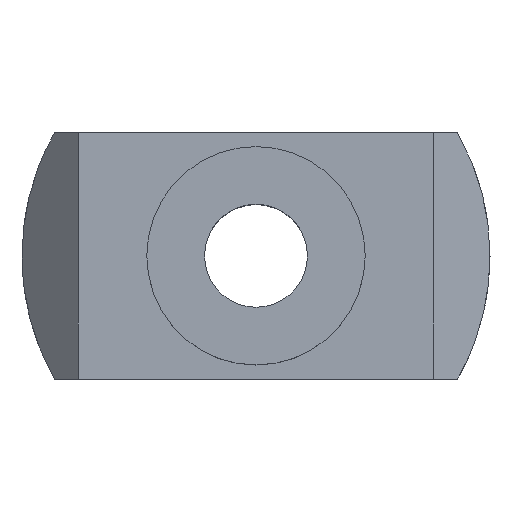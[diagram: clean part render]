
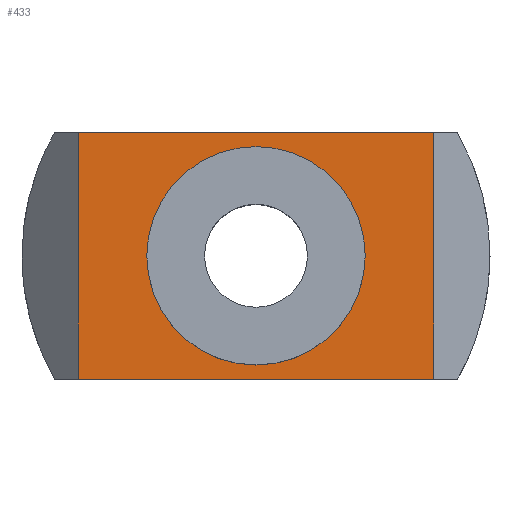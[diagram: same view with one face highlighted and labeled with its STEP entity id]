
A CAD part, top view. The second image highlights one B-rep face of the part: STEP entity #433.
In plain terms, the highlighted planar face has unit normal (0, 0, 1).
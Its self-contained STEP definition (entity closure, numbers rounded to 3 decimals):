
#42 = EDGE_CURVE ( 'NONE', #649, #131, #797, .T. ) ;
#77 = CARTESIAN_POINT ( 'NONE',  ( 3.5, 3.95, 1.65 ) ) ;
#93 = PLANE ( 'NONE',  #669 ) ;
#123 = CARTESIAN_POINT ( 'NONE',  ( -5.7, 3.95, 1.65 ) ) ;
#126 = CARTESIAN_POINT ( 'NONE',  ( 0., 3.95, 1.65 ) ) ;
#131 = VERTEX_POINT ( 'NONE', #746 ) ;
#173 = VERTEX_POINT ( 'NONE', #602 ) ;
#177 = DIRECTION ( 'NONE',  ( 0., 0., 1. ) ) ;
#197 = ORIENTED_EDGE ( 'NONE', *, *, #714, .F. ) ;
#203 = DIRECTION ( 'NONE',  ( 1., 0., 0. ) ) ;
#217 = DIRECTION ( 'NONE',  ( 0., 0., 1. ) ) ;
#233 = VECTOR ( 'NONE', #639, 1000. ) ;
#235 = LINE ( 'NONE', #123, #233 ) ;
#238 = CIRCLE ( 'NONE', #369, 3.5 ) ;
#248 = VECTOR ( 'NONE', #552, 1000. ) ;
#262 = LINE ( 'NONE', #462, #248 ) ;
#267 = ORIENTED_EDGE ( 'NONE', *, *, #449, .T. ) ;
#342 = CARTESIAN_POINT ( 'NONE',  ( 0., 3.95, 1.65 ) ) ;
#369 = AXIS2_PLACEMENT_3D ( 'NONE', #126, #730, #203 ) ;
#393 = CARTESIAN_POINT ( 'NONE',  ( 5.7, 7.9, 1.65 ) ) ;
#406 = VECTOR ( 'NONE', #954, 1000. ) ;
#427 = LINE ( 'NONE', #1001, #406 ) ;
#433 = ADVANCED_FACE ( 'NONE', ( #512, #491 ), #93, .T. ) ;
#449 = EDGE_CURVE ( 'NONE', #924, #173, #486, .T. ) ;
#462 = CARTESIAN_POINT ( 'NONE',  ( 5.7, 3.95, 1.65 ) ) ;
#486 = LINE ( 'NONE', #616, #488 ) ;
#488 = VECTOR ( 'NONE', #883, 1000. ) ;
#491 = FACE_BOUND ( 'NONE', #659, .T. ) ;
#497 = ORIENTED_EDGE ( 'NONE', *, *, #757, .F. ) ;
#512 = FACE_OUTER_BOUND ( 'NONE', #817, .T. ) ;
#551 = EDGE_CURVE ( 'NONE', #877, #623, #427, .T. ) ;
#552 = DIRECTION ( 'NONE',  ( 0., -1., 0. ) ) ;
#571 = AXIS2_PLACEMENT_3D ( 'NONE', #744, #217, #835 ) ;
#572 = CARTESIAN_POINT ( 'NONE',  ( -5.7, 0., 1.65 ) ) ;
#602 = CARTESIAN_POINT ( 'NONE',  ( 5.7, 0., 1.65 ) ) ;
#616 = CARTESIAN_POINT ( 'NONE',  ( 6.457, 0., 1.65 ) ) ;
#623 = VERTEX_POINT ( 'NONE', #898 ) ;
#639 = DIRECTION ( 'NONE',  ( 0., 1., 0. ) ) ;
#649 = VERTEX_POINT ( 'NONE', #77 ) ;
#659 = EDGE_LOOP ( 'NONE', ( #991, #735 ) ) ;
#669 = AXIS2_PLACEMENT_3D ( 'NONE', #342, #177, #791 ) ;
#714 = EDGE_CURVE ( 'NONE', #877, #173, #262, .T. ) ;
#730 = DIRECTION ( 'NONE',  ( 0., 0., 1. ) ) ;
#735 = ORIENTED_EDGE ( 'NONE', *, *, #774, .F. ) ;
#744 = CARTESIAN_POINT ( 'NONE',  ( 0., 3.95, 1.65 ) ) ;
#746 = CARTESIAN_POINT ( 'NONE',  ( -3.5, 3.95, 1.65 ) ) ;
#757 = EDGE_CURVE ( 'NONE', #924, #623, #235, .T. ) ;
#774 = EDGE_CURVE ( 'NONE', #131, #649, #238, .T. ) ;
#791 = DIRECTION ( 'NONE',  ( 1., 0., 0. ) ) ;
#797 = CIRCLE ( 'NONE', #571, 3.5 ) ;
#817 = EDGE_LOOP ( 'NONE', ( #197, #904, #497, #267 ) ) ;
#835 = DIRECTION ( 'NONE',  ( 1., 0., 0. ) ) ;
#877 = VERTEX_POINT ( 'NONE', #393 ) ;
#883 = DIRECTION ( 'NONE',  ( 1., 0., 0. ) ) ;
#898 = CARTESIAN_POINT ( 'NONE',  ( -5.7, 7.9, 1.65 ) ) ;
#904 = ORIENTED_EDGE ( 'NONE', *, *, #551, .T. ) ;
#924 = VERTEX_POINT ( 'NONE', #572 ) ;
#954 = DIRECTION ( 'NONE',  ( -1., 0., 0. ) ) ;
#991 = ORIENTED_EDGE ( 'NONE', *, *, #42, .F. ) ;
#1001 = CARTESIAN_POINT ( 'NONE',  ( -6.457, 7.9, 1.65 ) ) ;
